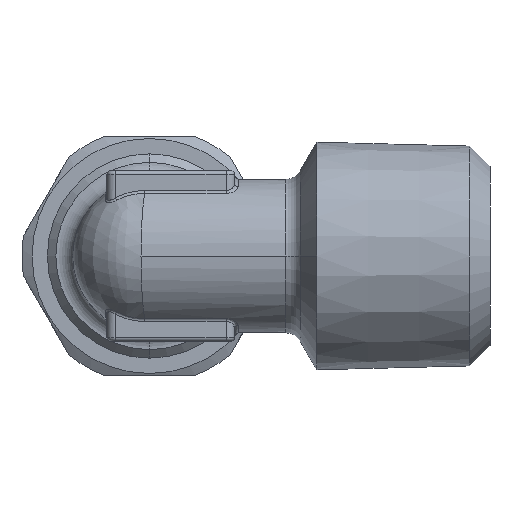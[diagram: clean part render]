
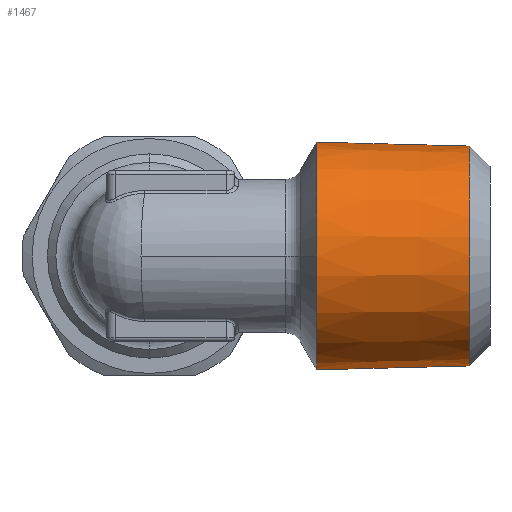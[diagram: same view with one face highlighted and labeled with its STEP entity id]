
A CAD part, left-side view. The second image highlights one B-rep face of the part: STEP entity #1467.
In plain terms, the highlighted conical face has half-angle 1.47 degrees and reference radius 6.707 mm.
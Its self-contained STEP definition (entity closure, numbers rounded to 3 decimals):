
#494 = CARTESIAN_POINT ( 'NONE',  ( 0., -9., 0. ) ) ;
#496 = DIRECTION ( 'NONE',  ( 0., 1., 0. ) ) ;
#505 = DIRECTION ( 'NONE',  ( 0., 0., 1. ) ) ;
#569 = CARTESIAN_POINT ( 'NONE',  ( 0., -9., -6.707 ) ) ;
#570 = DIRECTION ( 'NONE',  ( 0., 1., -0.026 ) ) ;
#590 = DIRECTION ( 'NONE',  ( 0., 1., 0.026 ) ) ;
#603 = CARTESIAN_POINT ( 'NONE',  ( 0., -9., 6.707 ) ) ;
#836 = FACE_OUTER_BOUND ( 'NONE', #2255, .T. ) ;
#844 = LINE ( 'NONE', #603, #1755 ) ;
#845 = LINE ( 'NONE', #569, #1640 ) ;
#1138 = VERTEX_POINT ( 'NONE', #1366 ) ;
#1366 = CARTESIAN_POINT ( 'NONE',  ( 0., -9.819, -6.686 ) ) ;
#1467 = ADVANCED_FACE ( 'NONE', ( #836 ), #1761, .T. ) ;
#1475 = EDGE_CURVE ( 'NONE', #2836, #2805, #844, .T. ) ;
#1476 = EDGE_CURVE ( 'NONE', #2802, #1138, #845, .T. ) ;
#1640 = VECTOR ( 'NONE', #570, 1000. ) ;
#1695 = AXIS2_PLACEMENT_3D ( 'NONE', #494, #496, #505 ) ;
#1755 = VECTOR ( 'NONE', #590, 1000. ) ;
#1761 = CONICAL_SURFACE ( 'NONE', #1695, 6.707, 0.026 ) ;
#1841 = EDGE_CURVE ( 'NONE', #2845, #1138, #3842, .T. ) ;
#1842 = EDGE_CURVE ( 'NONE', #2836, #2802, #3832, .T. ) ;
#1886 = ORIENTED_EDGE ( 'NONE', *, *, #2696, .T. ) ;
#1887 = ORIENTED_EDGE ( 'NONE', *, *, #1476, .F. ) ;
#1888 = ORIENTED_EDGE ( 'NONE', *, *, #1842, .F. ) ;
#1889 = ORIENTED_EDGE ( 'NONE', *, *, #1475, .T. ) ;
#1890 = ORIENTED_EDGE ( 'NONE', *, *, #1841, .T. ) ;
#2255 = EDGE_LOOP ( 'NONE', ( #1887, #1888, #1889, #1886, #1890 ) ) ;
#2696 = EDGE_CURVE ( 'NONE', #2805, #2845, #3976, .T. ) ;
#2802 = VERTEX_POINT ( 'NONE', #4467 ) ;
#2805 = VERTEX_POINT ( 'NONE', #4470 ) ;
#2836 = VERTEX_POINT ( 'NONE', #4501 ) ;
#2845 = VERTEX_POINT ( 'NONE', #4510 ) ;
#3381 = CARTESIAN_POINT ( 'NONE',  ( 0., -9.819, 0. ) ) ;
#3382 = DIRECTION ( 'NONE',  ( 0., -1., 0. ) ) ;
#3383 = DIRECTION ( 'NONE',  ( 0., 0., 1. ) ) ;
#3384 = CARTESIAN_POINT ( 'NONE',  ( 0., -18.8, 0. ) ) ;
#3385 = DIRECTION ( 'NONE',  ( 0., -1., 0. ) ) ;
#3386 = DIRECTION ( 'NONE',  ( 0., 0., -1. ) ) ;
#3832 = CIRCLE ( 'NONE', #3844, 6.455 ) ;
#3842 = CIRCLE ( 'NONE', #3843, 6.686 ) ;
#3843 = AXIS2_PLACEMENT_3D ( 'NONE', #3381, #3382, #3383 ) ;
#3844 = AXIS2_PLACEMENT_3D ( 'NONE', #3384, #3385, #3386 ) ;
#3976 = CIRCLE ( 'NONE', #3978, 6.686 ) ;
#3978 = AXIS2_PLACEMENT_3D ( 'NONE', #4044, #4045, #4046 ) ;
#4044 = CARTESIAN_POINT ( 'NONE',  ( 0., -9.819, 0. ) ) ;
#4045 = DIRECTION ( 'NONE',  ( 0., -1., 0. ) ) ;
#4046 = DIRECTION ( 'NONE',  ( 0., 0., 1. ) ) ;
#4467 = CARTESIAN_POINT ( 'NONE',  ( 0., -18.8, -6.455 ) ) ;
#4470 = CARTESIAN_POINT ( 'NONE',  ( 0., -9.819, 6.686 ) ) ;
#4501 = CARTESIAN_POINT ( 'NONE',  ( 0., -18.8, 6.455 ) ) ;
#4510 = CARTESIAN_POINT ( 'NONE',  ( -6.686, -9.819, 0. ) ) ;
